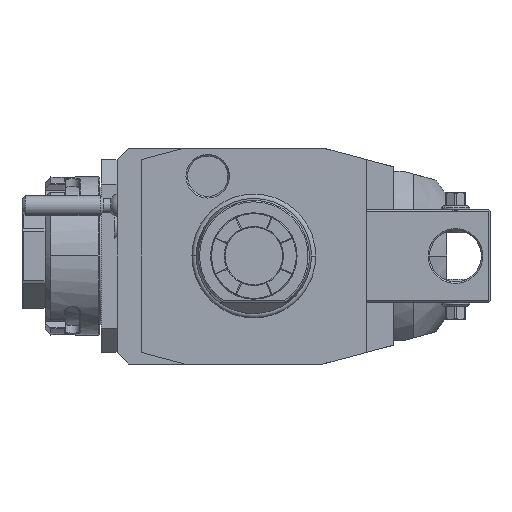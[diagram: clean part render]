
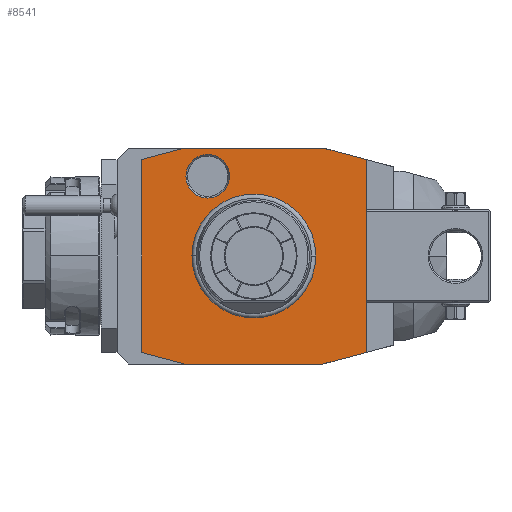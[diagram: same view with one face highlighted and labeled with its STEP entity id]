
A CAD part, front view. The second image highlights one B-rep face of the part: STEP entity #8541.
In plain terms, the highlighted planar face has unit normal (0, -1, 0).
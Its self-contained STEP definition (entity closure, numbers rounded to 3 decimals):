
#1=DIRECTION('',(-1.,0.,0.));
#2=VECTOR('',#1,48.);
#3=CARTESIAN_POINT('',(24.,0.,37.5));
#4=LINE('',#3,#2);
#5=DIRECTION('',(-0.966,0.,0.259));
#6=VECTOR('',#5,15.529);
#7=CARTESIAN_POINT('',(39.,0.,33.481));
#8=LINE('',#7,#6);
#9=DIRECTION('',(0.,0.,1.));
#10=VECTOR('',#9,66.962);
#11=CARTESIAN_POINT('',(39.,0.,-33.481));
#12=LINE('',#11,#10);
#13=DIRECTION('',(0.966,0.,0.259));
#14=VECTOR('',#13,15.529);
#15=CARTESIAN_POINT('',(24.,0.,-37.5));
#16=LINE('',#15,#14);
#17=DIRECTION('',(1.,0.,0.));
#18=VECTOR('',#17,48.);
#19=CARTESIAN_POINT('',(-24.,0.,-37.5));
#20=LINE('',#19,#18);
#21=DIRECTION('',(0.966,0.,-0.259));
#22=VECTOR('',#21,15.529);
#23=CARTESIAN_POINT('',(-39.,0.,-33.481));
#24=LINE('',#23,#22);
#25=DIRECTION('',(0.,0.,-1.));
#26=VECTOR('',#25,66.962);
#27=CARTESIAN_POINT('',(-39.,0.,33.481));
#28=LINE('',#27,#26);
#29=DIRECTION('',(-0.966,0.,-0.259));
#30=VECTOR('',#29,15.529);
#31=CARTESIAN_POINT('',(-24.,0.,37.5));
#32=LINE('',#31,#30);
#33=CARTESIAN_POINT('',(-16.,0.,27.713));
#34=DIRECTION('',(0.,1.,0.));
#35=DIRECTION('',(1.,0.,0.));
#36=AXIS2_PLACEMENT_3D('',#33,#34,#35);
#38=CARTESIAN_POINT('',(-16.,0.,27.713));
#39=DIRECTION('',(0.,1.,0.));
#40=DIRECTION('',(-1.,0.,0.));
#41=AXIS2_PLACEMENT_3D('',#38,#39,#40);
#5302=CARTESIAN_POINT('',(0.,0.,0.));
#5303=DIRECTION('',(0.,1.,0.));
#5304=DIRECTION('',(-1.,0.,0.));
#5305=AXIS2_PLACEMENT_3D('',#5302,#5303,#5304);
#5307=CARTESIAN_POINT('',(0.,0.,0.));
#5308=DIRECTION('',(0.,1.,0.));
#5309=DIRECTION('',(1.,0.,0.));
#5310=AXIS2_PLACEMENT_3D('',#5307,#5308,#5309);
#7493=CARTESIAN_POINT('',(-8.423,0.,27.713));
#7494=CARTESIAN_POINT('',(-23.577,0.,27.713));
#7495=VERTEX_POINT('',#7493);
#7496=VERTEX_POINT('',#7494);
#8332=CARTESIAN_POINT('',(24.,0.,37.5));
#8333=CARTESIAN_POINT('',(-24.,0.,37.5));
#8334=VERTEX_POINT('',#8332);
#8335=VERTEX_POINT('',#8333);
#8336=CARTESIAN_POINT('',(39.,0.,-33.481));
#8337=CARTESIAN_POINT('',(39.,0.,33.481));
#8338=VERTEX_POINT('',#8336);
#8339=VERTEX_POINT('',#8337);
#8340=CARTESIAN_POINT('',(-39.,0.,-33.481));
#8341=CARTESIAN_POINT('',(-24.,0.,-37.5));
#8342=VERTEX_POINT('',#8340);
#8343=VERTEX_POINT('',#8341);
#8344=CARTESIAN_POINT('',(-39.,0.,33.481));
#8345=VERTEX_POINT('',#8344);
#8370=CARTESIAN_POINT('',(24.,0.,-37.5));
#8371=VERTEX_POINT('',#8370);
#8412=CARTESIAN_POINT('',(-21.137,0.,0.));
#8413=CARTESIAN_POINT('',(21.137,0.,0.));
#8414=VERTEX_POINT('',#8412);
#8415=VERTEX_POINT('',#8413);
#8506=CARTESIAN_POINT('',(0.,0.,0.));
#8507=DIRECTION('',(0.,-1.,0.));
#8508=DIRECTION('',(-1.,0.,0.));
#8509=AXIS2_PLACEMENT_3D('',#8506,#8507,#8508);
#8510=PLANE('',#8509);
#8512=ORIENTED_EDGE('',*,*,#8511,.F.);
#8514=ORIENTED_EDGE('',*,*,#8513,.F.);
#8516=ORIENTED_EDGE('',*,*,#8515,.F.);
#8518=ORIENTED_EDGE('',*,*,#8517,.F.);
#8520=ORIENTED_EDGE('',*,*,#8519,.F.);
#8522=ORIENTED_EDGE('',*,*,#8521,.F.);
#8524=ORIENTED_EDGE('',*,*,#8523,.F.);
#8526=ORIENTED_EDGE('',*,*,#8525,.F.);
#8527=EDGE_LOOP('',(#8512,#8514,#8516,#8518,#8520,#8522,#8524,#8526));
#8528=FACE_OUTER_BOUND('',#8527,.F.);
#8530=ORIENTED_EDGE('',*,*,#8529,.F.);
#8532=ORIENTED_EDGE('',*,*,#8531,.F.);
#8533=EDGE_LOOP('',(#8530,#8532));
#8534=FACE_BOUND('',#8533,.F.);
#8536=ORIENTED_EDGE('',*,*,#8535,.F.);
#8538=ORIENTED_EDGE('',*,*,#8537,.F.);
#8539=EDGE_LOOP('',(#8536,#8538));
#8540=FACE_BOUND('',#8539,.F.);
#37=CIRCLE('',#36,7.577);
#42=CIRCLE('',#41,7.577);
#5306=CIRCLE('',#5305,21.137);
#5311=CIRCLE('',#5310,21.137);
#8511=EDGE_CURVE('',#8334,#8335,#4,.T.);
#8513=EDGE_CURVE('',#8339,#8334,#8,.T.);
#8515=EDGE_CURVE('',#8338,#8339,#12,.T.);
#8517=EDGE_CURVE('',#8371,#8338,#16,.T.);
#8519=EDGE_CURVE('',#8343,#8371,#20,.T.);
#8521=EDGE_CURVE('',#8342,#8343,#24,.T.);
#8523=EDGE_CURVE('',#8345,#8342,#28,.T.);
#8525=EDGE_CURVE('',#8335,#8345,#32,.T.);
#8529=EDGE_CURVE('',#8414,#8415,#5306,.T.);
#8531=EDGE_CURVE('',#8415,#8414,#5311,.T.);
#8535=EDGE_CURVE('',#7495,#7496,#37,.T.);
#8537=EDGE_CURVE('',#7496,#7495,#42,.T.);
#8541=ADVANCED_FACE('',(#8528,#8534,#8540),#8510,.T.);
